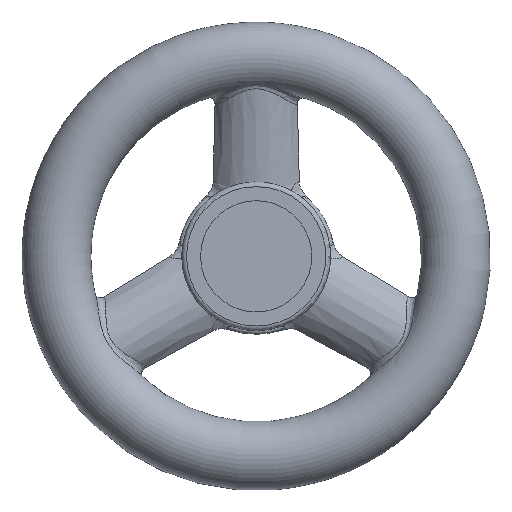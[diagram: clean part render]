
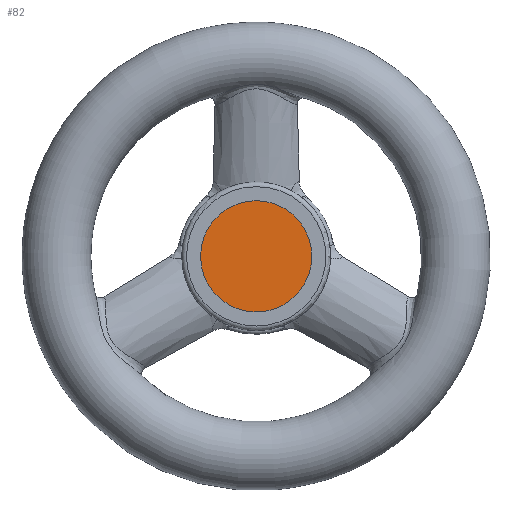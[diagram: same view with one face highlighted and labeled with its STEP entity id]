
A CAD part, top view. The second image highlights one B-rep face of the part: STEP entity #82.
In plain terms, the highlighted planar face has unit normal (0, 0, 1).
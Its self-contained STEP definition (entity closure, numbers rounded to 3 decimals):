
#82 = ADVANCED_FACE( '', ( #160 ), #161, .F. );
#160 = FACE_OUTER_BOUND( '', #313, .T. );
#161 = PLANE( '', #314 );
#313 = EDGE_LOOP( '', ( #7742 ) );
#314 = AXIS2_PLACEMENT_3D( '', #7743, #7744, #7745 );
#7742 = ORIENTED_EDGE( '', *, *, #8169, .T. );
#7743 = CARTESIAN_POINT( '', ( 11.875, 0., 22.2 ) );
#7744 = DIRECTION( '', ( 0., 0., -1. ) );
#7745 = DIRECTION( '', ( -1., 0., 0. ) );
#8169 = EDGE_CURVE( '', #8358, #8358, #8359, .T. );
#8358 = VERTEX_POINT( '', #8670 );
#8359 = CIRCLE( '', #8671, 11.875 );
#8670 = CARTESIAN_POINT( '', ( 11.875, 0., 22.2 ) );
#8671 = AXIS2_PLACEMENT_3D( '', #13029, #13030, #13031 );
#13029 = CARTESIAN_POINT( '', ( 0., 0., 22.2 ) );
#13030 = DIRECTION( '', ( 0., 0., 1. ) );
#13031 = DIRECTION( '', ( 1., 0., 0. ) );
